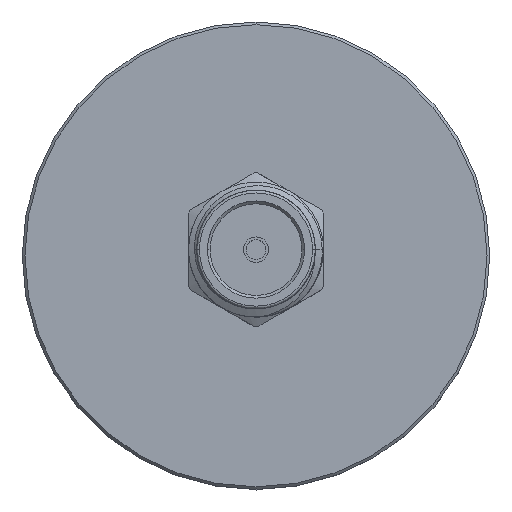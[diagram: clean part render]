
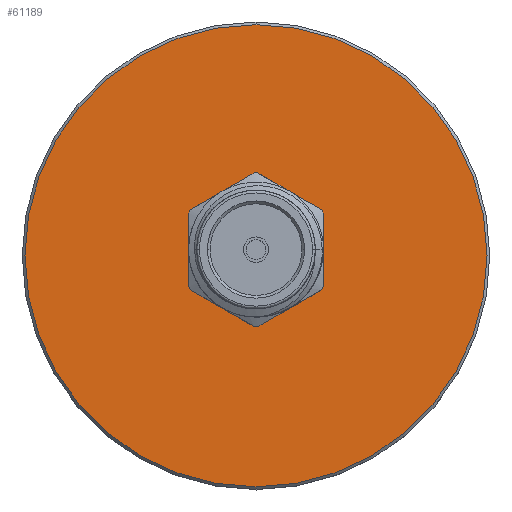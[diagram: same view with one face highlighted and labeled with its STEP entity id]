
A CAD part, top view. The second image highlights one B-rep face of the part: STEP entity #61189.
In plain terms, the highlighted face is planar.
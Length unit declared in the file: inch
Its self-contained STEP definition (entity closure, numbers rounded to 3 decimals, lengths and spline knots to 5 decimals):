
#2364 = AXIS2_PLACEMENT_3D ( 'NONE', #57279, #63823, #64735 ) ;
#3967 = CIRCLE ( 'NONE', #61591, 0.08205 ) ;
#6180 = AXIS2_PLACEMENT_3D ( 'NONE', #79397, #29056, #57648 ) ;
#8758 = DIRECTION ( 'NONE',  ( 0., 0., -1. ) ) ;
#8923 = CARTESIAN_POINT ( 'NONE',  ( 0.512, 0., 0. ) ) ;
#10369 = AXIS2_PLACEMENT_3D ( 'NONE', #30216, #51039, #8758 ) ;
#13901 = PLANE ( 'NONE',  #28370 ) ;
#21438 = ORIENTED_EDGE ( 'NONE', *, *, #38460, .T. ) ;
#21669 = CARTESIAN_POINT ( 'NONE',  ( 0.512, 0.30996, 0. ) ) ;
#22920 = DIRECTION ( 'NONE',  ( -1., 0., 0. ) ) ;
#26005 = FACE_OUTER_BOUND ( 'NONE', #88754, .T. ) ;
#28370 = AXIS2_PLACEMENT_3D ( 'NONE', #21669, #85116, #42521 ) ;
#29056 = DIRECTION ( 'NONE',  ( -1., 0., 0. ) ) ;
#29670 = CIRCLE ( 'NONE', #6180, 0.08205 ) ;
#30216 = CARTESIAN_POINT ( 'NONE',  ( 0.512, 0., 0. ) ) ;
#38242 = CARTESIAN_POINT ( 'NONE',  ( 0.512, 0., 0.428 ) ) ;
#38460 = EDGE_CURVE ( 'NONE', #83545, #45488, #69113, .T. ) ;
#42521 = DIRECTION ( 'NONE',  ( 0., 0., -1. ) ) ;
#43754 = DIRECTION ( 'NONE',  ( 0., 0., -1. ) ) ;
#45488 = VERTEX_POINT ( 'NONE', #38242 ) ;
#49701 = EDGE_CURVE ( 'NONE', #56517, #91070, #29670, .T. ) ;
#51039 = DIRECTION ( 'NONE',  ( -1., 0., 0. ) ) ;
#51753 = ORIENTED_EDGE ( 'NONE', *, *, #55752, .T. ) ;
#51845 = CARTESIAN_POINT ( 'NONE',  ( 0.512, 0., -0.08205 ) ) ;
#51946 = EDGE_CURVE ( 'NONE', #91070, #56517, #3967, .T. ) ;
#55752 = EDGE_CURVE ( 'NONE', #45488, #83545, #87370, .T. ) ;
#55993 = FACE_BOUND ( 'NONE', #84156, .T. ) ;
#56517 = VERTEX_POINT ( 'NONE', #88931 ) ;
#57279 = CARTESIAN_POINT ( 'NONE',  ( 0.512, 0., 0. ) ) ;
#57648 = DIRECTION ( 'NONE',  ( 0., 0., -1. ) ) ;
#61189 = ADVANCED_FACE ( 'NONE', ( #55993, #26005 ), #13901, .F. ) ;
#61591 = AXIS2_PLACEMENT_3D ( 'NONE', #8923, #22920, #43754 ) ;
#63823 = DIRECTION ( 'NONE',  ( -1., 0., 0. ) ) ;
#64735 = DIRECTION ( 'NONE',  ( 0., 0., -1. ) ) ;
#69113 = CIRCLE ( 'NONE', #2364, 0.428 ) ;
#70524 = ORIENTED_EDGE ( 'NONE', *, *, #51946, .F. ) ;
#79397 = CARTESIAN_POINT ( 'NONE',  ( 0.512, 0., 0. ) ) ;
#80024 = ORIENTED_EDGE ( 'NONE', *, *, #49701, .F. ) ;
#83545 = VERTEX_POINT ( 'NONE', #88086 ) ;
#84156 = EDGE_LOOP ( 'NONE', ( #80024, #70524 ) ) ;
#85116 = DIRECTION ( 'NONE',  ( 1., 0., 0. ) ) ;
#87370 = CIRCLE ( 'NONE', #10369, 0.428 ) ;
#88086 = CARTESIAN_POINT ( 'NONE',  ( 0.512, 0., -0.428 ) ) ;
#88754 = EDGE_LOOP ( 'NONE', ( #21438, #51753 ) ) ;
#88931 = CARTESIAN_POINT ( 'NONE',  ( 0.512, 0., 0.08205 ) ) ;
#91070 = VERTEX_POINT ( 'NONE', #51845 ) ;
